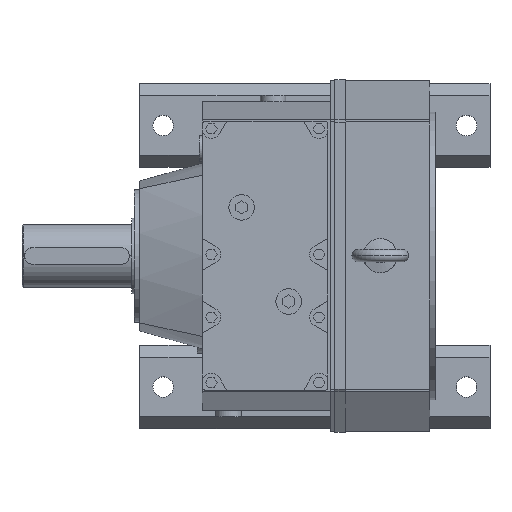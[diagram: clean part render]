
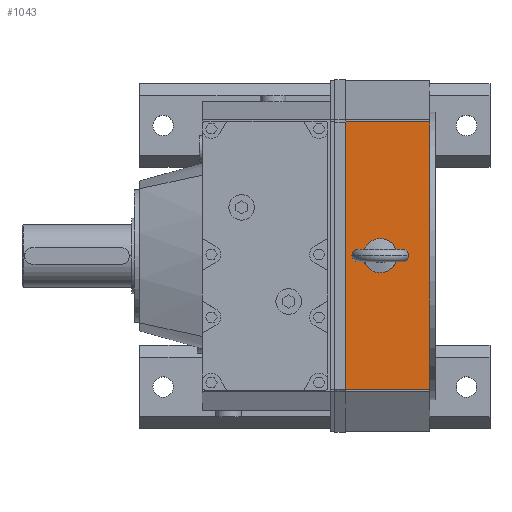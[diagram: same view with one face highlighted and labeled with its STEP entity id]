
A CAD part, top view. The second image highlights one B-rep face of the part: STEP entity #1043.
In plain terms, the highlighted planar face has unit normal (0, 0, 1).
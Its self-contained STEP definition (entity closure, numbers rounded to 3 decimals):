
#1043=ADVANCED_FACE('',(#2149,#2150),#2151,.T.);
#2149=FACE_BOUND('',#3294,.T.);
#2150=FACE_OUTER_BOUND('',#3295,.T.);
#2151=PLANE('',#3296);
#3294=EDGE_LOOP('',(#6400,#6401));
#3295=EDGE_LOOP('',(#6402,#6403,#6404,#6405,#6406));
#3296=AXIS2_PLACEMENT_3D('',#6407,#6408,#6409);
#6400=ORIENTED_EDGE('',*,*,#6923,.T.);
#6401=ORIENTED_EDGE('',*,*,#7687,.T.);
#6402=ORIENTED_EDGE('',*,*,#7923,.T.);
#6403=ORIENTED_EDGE('',*,*,#7966,.T.);
#6404=ORIENTED_EDGE('',*,*,#7850,.T.);
#6405=ORIENTED_EDGE('',*,*,#7848,.T.);
#6406=ORIENTED_EDGE('',*,*,#7984,.F.);
#6407=CARTESIAN_POINT('',(380.0,0.0,215.1));
#6408=DIRECTION('',(0.0,0.0,1.0));
#6409=DIRECTION('',(0.0,-1.0,0.0));
#6923=EDGE_CURVE('',#8343,#8341,#8344,.T.);
#7687=EDGE_CURVE('',#8341,#8343,#9484,.T.);
#7848=EDGE_CURVE('',#8147,#9684,#9686,.T.);
#7850=EDGE_CURVE('',#9688,#8147,#9689,.T.);
#7923=EDGE_CURVE('',#9795,#9792,#9796,.T.);
#7966=EDGE_CURVE('',#9792,#9688,#9851,.T.);
#7984=EDGE_CURVE('',#9795,#9684,#9870,.T.);
#8147=VERTEX_POINT('',#10158);
#8341=VERTEX_POINT('',#10453);
#8343=VERTEX_POINT('',#10456);
#8344=CIRCLE('',#10457,32.5);
#9484=CIRCLE('',#12254,32.5);
#9684=VERTEX_POINT('',#12730);
#9686=LINE('',#12733,#12734);
#9688=VERTEX_POINT('',#12736);
#9689=LINE('',#12737,#12738);
#9792=VERTEX_POINT('',#12891);
#9795=VERTEX_POINT('',#12895);
#9796=LINE('',#12896,#12897);
#9851=LINE('',#12981,#12982);
#9870=LINE('',#13009,#13010);
#10158=CARTESIAN_POINT('',(570.0,0.,215.1));
#10453=CARTESIAN_POINT('',(507.5,0.,215.1));
#10456=CARTESIAN_POINT('',(442.5,0.,215.1));
#10457=AXIS2_PLACEMENT_3D('',#13442,#13443,#13444);
#12254=AXIS2_PLACEMENT_3D('',#14187,#14188,#14189);
#12730=CARTESIAN_POINT('',(570.0,255.814,215.1));
#12733=CARTESIAN_POINT('',(570.0,255.814,215.1));
#12734=VECTOR('',#14380,1.0);
#12736=CARTESIAN_POINT('',(570.0,-255.814,215.1));
#12737=CARTESIAN_POINT('',(570.0,255.814,215.1));
#12738=VECTOR('',#14384,1.0);
#12891=CARTESIAN_POINT('',(409.0,-255.814,215.1));
#12895=CARTESIAN_POINT('',(409.0,255.814,215.1));
#12896=CARTESIAN_POINT('',(409.0,0.,215.1));
#12897=VECTOR('',#14439,1.0);
#12981=CARTESIAN_POINT('',(380.0,-255.814,215.1));
#12982=VECTOR('',#14469,1.0);
#13009=CARTESIAN_POINT('',(380.0,255.814,215.1));
#13010=VECTOR('',#14478,1.0);
#13442=CARTESIAN_POINT('',(475.0,0.0,215.1));
#13443=DIRECTION('',(0.0,0.0,-1.0));
#13444=DIRECTION('',(1.0,0.0,0.0));
#14187=CARTESIAN_POINT('',(475.0,0.0,215.1));
#14188=DIRECTION('',(0.0,0.0,-1.0));
#14189=DIRECTION('',(1.0,0.0,0.0));
#14380=DIRECTION('',(0.0,1.0,0.0));
#14384=DIRECTION('',(0.0,1.0,0.0));
#14439=DIRECTION('',(0.0,-1.0,0.0));
#14469=DIRECTION('',(1.0,0.0,0.0));
#14478=DIRECTION('',(1.0,0.0,0.0));
